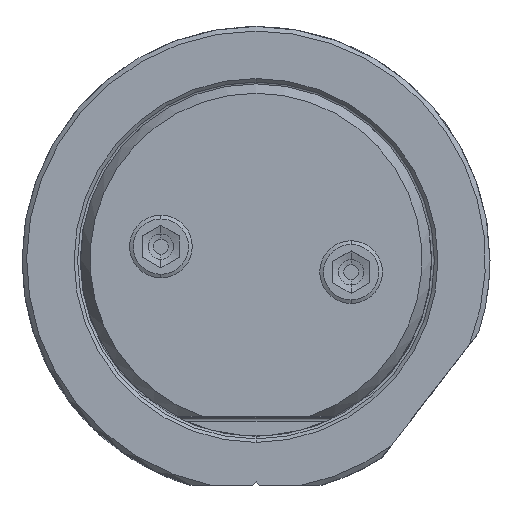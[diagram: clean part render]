
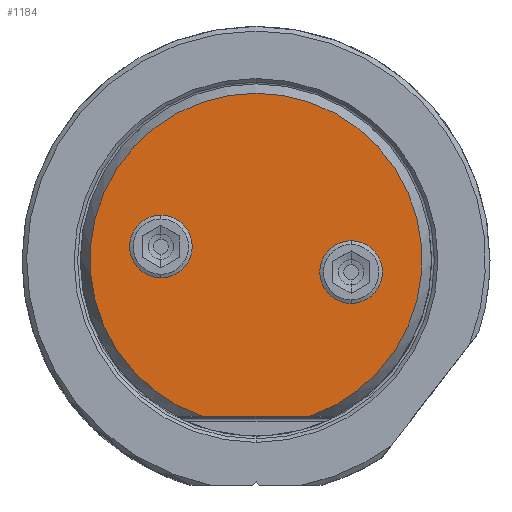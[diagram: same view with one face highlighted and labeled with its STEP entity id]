
A CAD part, top view. The second image highlights one B-rep face of the part: STEP entity #1184.
In plain terms, the highlighted planar face has unit normal (0, 0, 1).
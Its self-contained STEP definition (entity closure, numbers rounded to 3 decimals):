
#88=FACE_BOUND('',#1890,.T.);
#89=FACE_BOUND('',#1891,.T.);
#90=FACE_BOUND('',#1892,.T.);
#203=PLANE('',#6378);
#571=LINE('',#13520,#900);
#900=VECTOR('',#7521,1.);
#1184=ADVANCED_FACE('',(#88,#89,#90),#203,.T.);
#1890=EDGE_LOOP('',(#3161,#3162,#3163));
#1891=EDGE_LOOP('',(#3164,#3165));
#1892=EDGE_LOOP('',(#3166,#3167));
#3161=ORIENTED_EDGE('',*,*,#5208,.T.);
#3162=ORIENTED_EDGE('',*,*,#5211,.T.);
#3163=ORIENTED_EDGE('',*,*,#5209,.T.);
#3164=ORIENTED_EDGE('',*,*,#5214,.T.);
#3165=ORIENTED_EDGE('',*,*,#5215,.T.);
#3166=ORIENTED_EDGE('',*,*,#5216,.T.);
#3167=ORIENTED_EDGE('',*,*,#5217,.T.);
#4486=VERTEX_POINT('',#13510);
#4487=VERTEX_POINT('',#13512);
#4488=VERTEX_POINT('',#13514);
#4489=VERTEX_POINT('',#13527);
#4490=VERTEX_POINT('',#13528);
#4491=VERTEX_POINT('',#13531);
#4492=VERTEX_POINT('',#13532);
#5208=EDGE_CURVE('',#4487,#4486,#5755,.T.);
#5209=EDGE_CURVE('',#4488,#4487,#5756,.T.);
#5211=EDGE_CURVE('',#4486,#4488,#571,.T.);
#5214=EDGE_CURVE('',#4489,#4490,#5757,.T.);
#5215=EDGE_CURVE('',#4490,#4489,#5758,.T.);
#5216=EDGE_CURVE('',#4491,#4492,#5759,.T.);
#5217=EDGE_CURVE('',#4492,#4491,#5760,.T.);
#5755=CIRCLE('',#6368,18.022);
#5756=CIRCLE('',#6369,18.022);
#5757=CIRCLE('',#6374,3.4);
#5758=CIRCLE('',#6375,3.4);
#5759=CIRCLE('',#6376,3.4);
#5760=CIRCLE('',#6377,3.4);
#6368=AXIS2_PLACEMENT_3D('',#13511,#7515,#7516);
#6369=AXIS2_PLACEMENT_3D('',#13513,#7517,#7518);
#6374=AXIS2_PLACEMENT_3D('',#13526,#7530,#7531);
#6375=AXIS2_PLACEMENT_3D('',#13529,#7532,#7533);
#6376=AXIS2_PLACEMENT_3D('',#13530,#7534,#7535);
#6377=AXIS2_PLACEMENT_3D('',#13533,#7536,#7537);
#6378=AXIS2_PLACEMENT_3D('',#13534,#7538,#7539);
#7515=DIRECTION('',(0.,0.,1.));
#7516=DIRECTION('',(0.,1.,0.));
#7517=DIRECTION('',(0.,0.,1.));
#7518=DIRECTION('',(0.324,-0.946,0.));
#7521=DIRECTION('',(1.,0.,0.));
#7530=DIRECTION('',(0.,0.,-1.));
#7531=DIRECTION('',(1.,0.,0.));
#7532=DIRECTION('',(0.,0.,-1.));
#7533=DIRECTION('',(-1.,0.,0.));
#7534=DIRECTION('',(0.,0.,-1.));
#7535=DIRECTION('',(1.,0.,0.));
#7536=DIRECTION('',(0.,0.,-1.));
#7537=DIRECTION('',(-1.,0.,0.));
#7538=DIRECTION('',(0.,0.,1.));
#7539=DIRECTION('',(1.,0.,0.));
#13510=CARTESIAN_POINT('',(-5.839,-17.05,69.85));
#13511=CARTESIAN_POINT('',(0.,0.,69.85));
#13512=CARTESIAN_POINT('',(0.,18.022,69.85));
#13513=CARTESIAN_POINT('',(0.,0.,69.85));
#13514=CARTESIAN_POINT('',(5.839,-17.05,69.85));
#13520=CARTESIAN_POINT('',(-5.839,-17.05,69.85));
#13526=CARTESIAN_POINT('',(10.325,-1.385,69.85));
#13527=CARTESIAN_POINT('',(13.725,-1.385,69.85));
#13528=CARTESIAN_POINT('',(6.925,-1.385,69.85));
#13529=CARTESIAN_POINT('',(10.325,-1.385,69.85));
#13530=CARTESIAN_POINT('',(-10.325,1.385,69.85));
#13531=CARTESIAN_POINT('',(-6.925,1.385,69.85));
#13532=CARTESIAN_POINT('',(-13.725,1.385,69.85));
#13533=CARTESIAN_POINT('',(-10.325,1.385,69.85));
#13534=CARTESIAN_POINT('',(0.,0.486,69.85));
